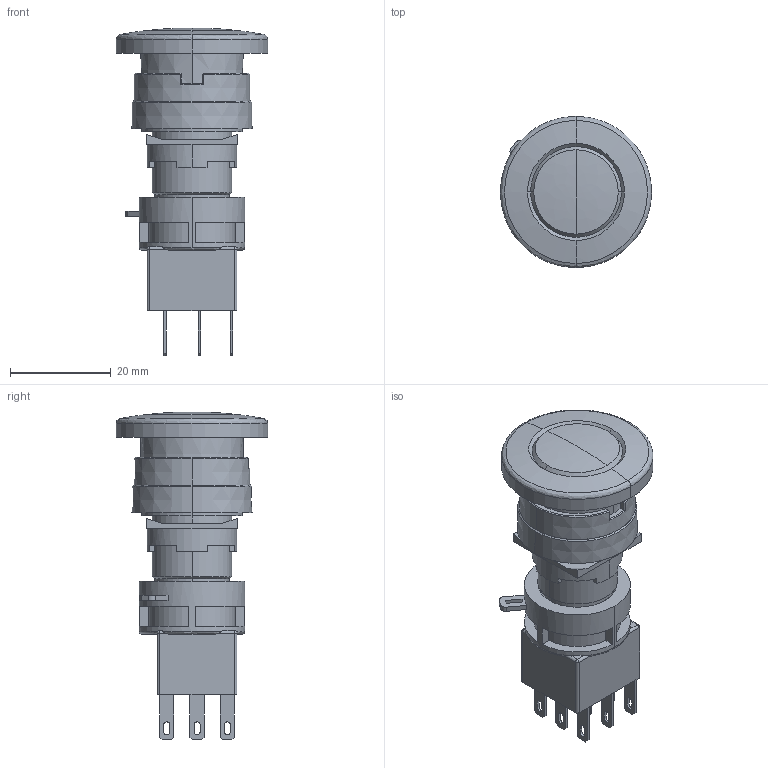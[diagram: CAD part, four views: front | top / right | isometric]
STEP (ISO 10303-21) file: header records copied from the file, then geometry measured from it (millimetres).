
FILE_DESCRIPTION (( 'STEP AP203' ), '1' );
FILE_NAME ('OUTSIDE-HA1L-$3.STEP', '2014-09-05T09:48:30', ( 'IDEC' ), ( '' ), 'SwSTEP 2.0', 'SolidWorks 2012', '' );
FILE_SCHEMA (( 'CONFIG_CONTROL_DESIGN' ));
Length unit declared in the file: millimetre
Products named in the file (4): OUTSIDE-HA1L-$3; OUTSIDE_16-NUT-SET; OUTSIDE_HA-C20; OUTSIDE_HA1L-3-BODY
Assembly tree (3 placements, depth 2):
  OUTSIDE-HA1L-$3
    OUTSIDE_HA1L-3-BODY
    OUTSIDE_HA-C20
    OUTSIDE_16-NUT-SET
Bounding box: 30 x 30 x 65 mm (x, y, z)
Volume: 18633.5 mm3; surface area: 8701.3 mm2
Topology: 3 solids, 3 shells, 270 faces, 702 edges, 453 vertices
Faces by surface type: plane 174, cylinder 58, cone 22, bspline 16
Entity records: 9165 total; most frequent: CARTESIAN_POINT 2108, ORIENTED_EDGE 1392, DIRECTION 1355, EDGE_CURVE 696, LINE 463, VECTOR 463, VERTEX_POINT 453, AXIS2_PLACEMENT_3D 446
